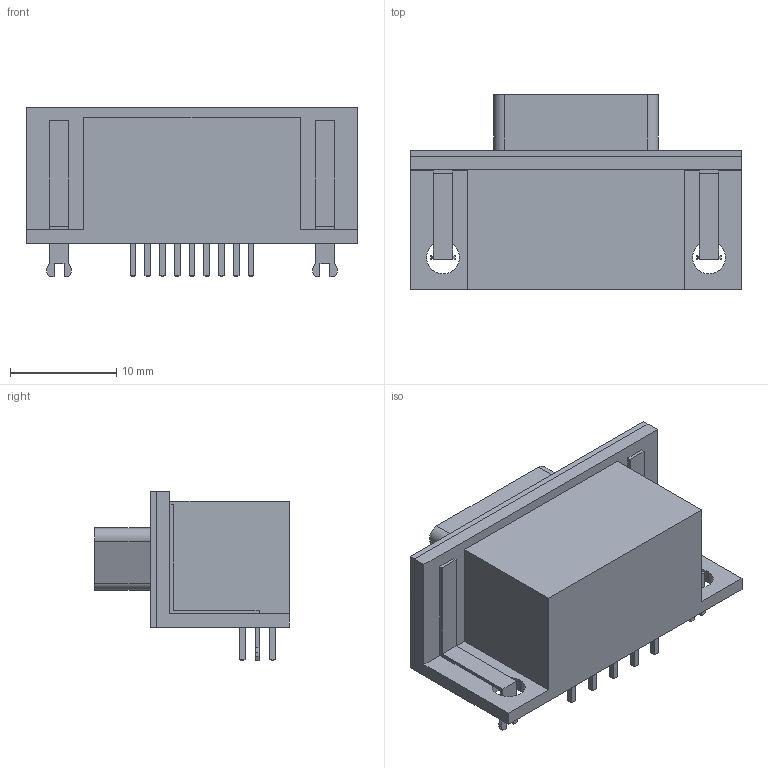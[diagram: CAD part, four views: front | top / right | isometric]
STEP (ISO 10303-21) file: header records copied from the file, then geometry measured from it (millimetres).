
FILE_DESCRIPTION(('STEP AP214'),'1');
FILE_NAME('CONN_A-DF 09 AKG-T4S_ASM','2025-03-10T05:06:56',(''),(''),'','','');
FILE_SCHEMA(('AUTOMOTIVE_DESIGN'));
Length unit declared in the file: millimetre
Products named in the file (1): product
Bounding box: 31.06 x 18.29 x 15.98 mm (x, y, z)
Volume: 3654.7 mm3; surface area: 3461.5 mm2
Topology: 22 solids, 22 shells, 260 faces, 570 edges, 356 vertices
Faces by surface type: plane 248, cylinder 12
Entity records: 6738 total; most frequent: ORIENTED_EDGE 1140, DIRECTION 1116, CARTESIAN_POINT 629, EDGE_CURVE 570, LINE 546, VECTOR 546, VERTEX_POINT 356, AXIS2_PLACEMENT_3D 285
